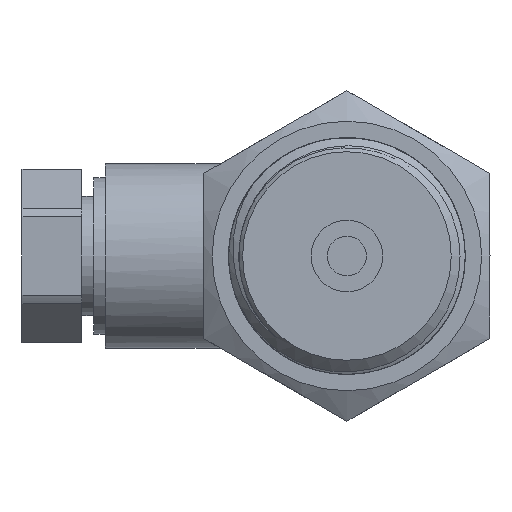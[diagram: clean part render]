
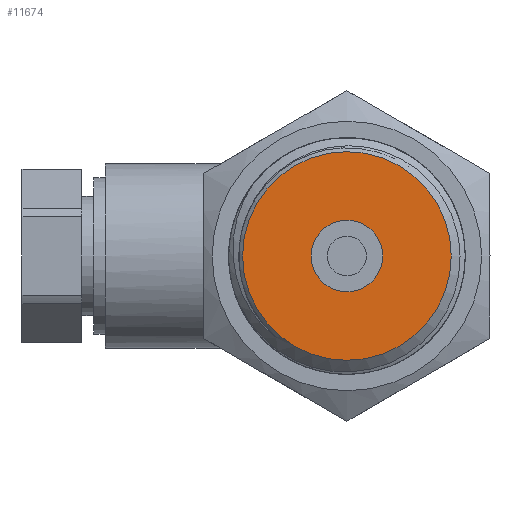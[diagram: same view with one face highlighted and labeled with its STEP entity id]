
A CAD part, left-side view. The second image highlights one B-rep face of the part: STEP entity #11674.
In plain terms, the highlighted planar face has unit normal (-1, 0, 0).
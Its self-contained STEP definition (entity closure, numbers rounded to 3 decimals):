
#3091=FACE_BOUND('',#3857,.T.);
#3168=FACE_OUTER_BOUND('',#3856,.T.);
#3856=EDGE_LOOP('',(#7878));
#3857=EDGE_LOOP('',(#7879));
#4589=CIRCLE('',#12439,8.75);
#4590=CIRCLE('',#12441,3.);
#4764=VERTEX_POINT('',#15999);
#4765=VERTEX_POINT('',#16003);
#6007=EDGE_CURVE('',#4764,#4764,#4589,.T.);
#6008=EDGE_CURVE('',#4765,#4765,#4590,.T.);
#7878=ORIENTED_EDGE('',*,*,#6007,.F.);
#7879=ORIENTED_EDGE('',*,*,#6008,.T.);
#11455=PLANE('',#12440);
#11674=ADVANCED_FACE('',(#3168,#3091),#11455,.T.);
#12439=AXIS2_PLACEMENT_3D('',#16001,#13089,#13090);
#12440=AXIS2_PLACEMENT_3D('',#16002,#13091,#13092);
#12441=AXIS2_PLACEMENT_3D('',#16004,#13093,#13094);
#13089=DIRECTION('center_axis',(1.,0.,0.));
#13090=DIRECTION('ref_axis',(0.,0.,-1.));
#13091=DIRECTION('center_axis',(-1.,0.,0.));
#13092=DIRECTION('ref_axis',(0.,0.,1.));
#13093=DIRECTION('center_axis',(1.,0.,0.));
#13094=DIRECTION('ref_axis',(0.,0.,-1.));
#15999=CARTESIAN_POINT('',(3.,-8.75,0.));
#16001=CARTESIAN_POINT('Origin',(3.,0.,0.));
#16002=CARTESIAN_POINT('Origin',(3.,8.75,0.));
#16003=CARTESIAN_POINT('',(3.,-3.,0.));
#16004=CARTESIAN_POINT('Origin',(3.,0.,0.));
